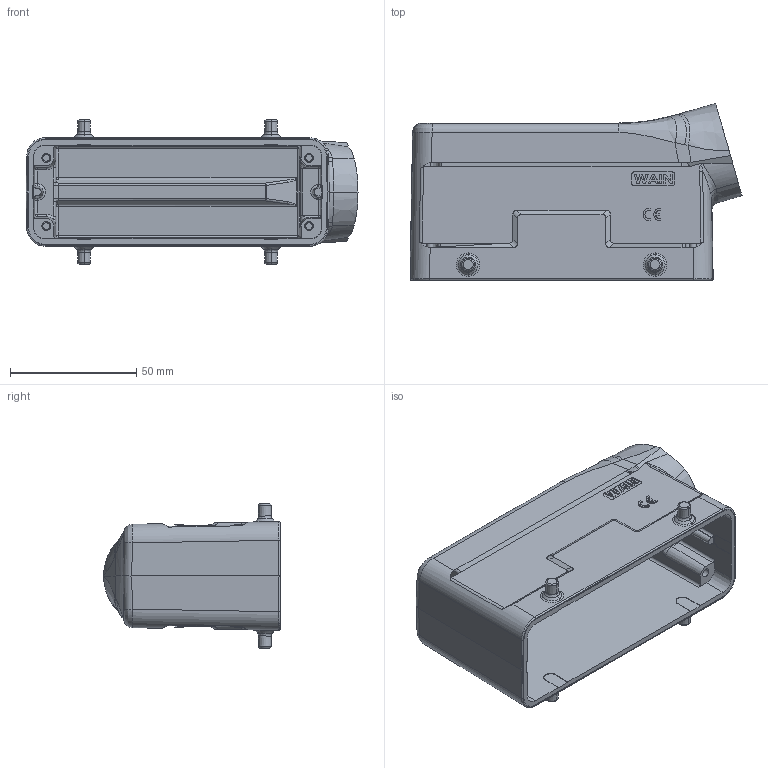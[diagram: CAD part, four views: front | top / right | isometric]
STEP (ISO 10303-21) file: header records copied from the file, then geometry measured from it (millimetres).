
FILE_DESCRIPTION((''),'2;1');
FILE_NAME('3D_1111245301002_W24B-SE-4B-M32','2023-12-07T',('p.yu'),(''),'PRO/ENGINEER BY PARAMETRIC TECHNOLOGY CORPORATION, 2012480','PRO/ENGINEER BY PARAMETRIC TECHNOLOGY CORPORATION, 2012480','');
FILE_SCHEMA(('CONFIG_CONTROL_DESIGN'));
Length unit declared in the file: millimetre
Products named in the file (1): 3D_1111245301002_W24B-SE-4B-M32
Bounding box: 131.4 x 70.04 x 57 mm (x, y, z)
Volume: 73231.7 mm3; surface area: 48189.8 mm2
Topology: 1 solids, 1 shells, 434 faces, 1121 edges, 703 vertices
Faces by surface type: plane 206, cylinder 117, bspline 60, cone 20, torus 16, sphere 14, revolution 1
Entity records: 17267 total; most frequent: CARTESIAN_POINT 7257, ORIENTED_EDGE 2214, DIRECTION 1838, EDGE_CURVE 1107, VERTEX_POINT 703, VECTOR 645, LINE 645, AXIS2_PLACEMENT_3D 596
